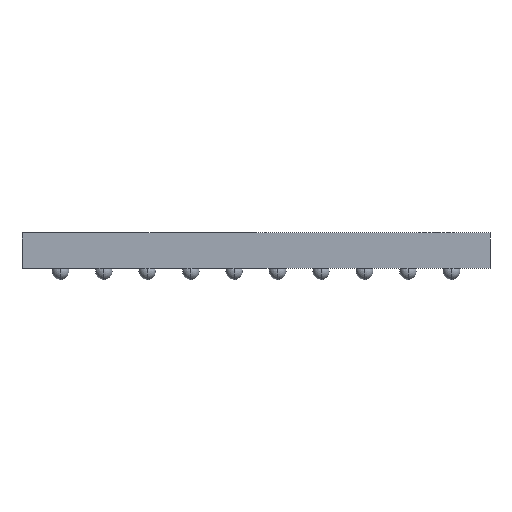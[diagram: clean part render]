
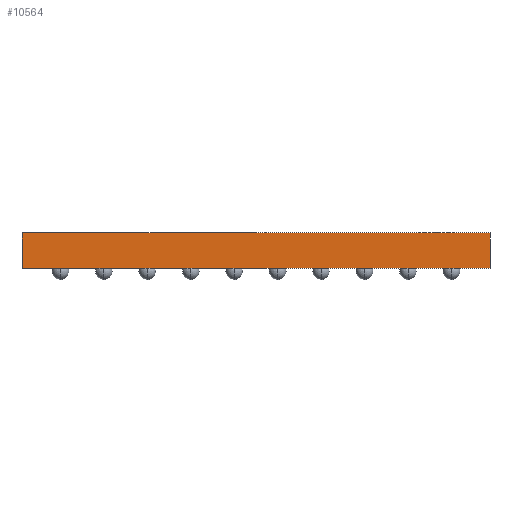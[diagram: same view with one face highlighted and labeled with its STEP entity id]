
A CAD part, left-side view. The second image highlights one B-rep face of the part: STEP entity #10564.
In plain terms, the highlighted planar face has unit normal (-1, 0, 0).
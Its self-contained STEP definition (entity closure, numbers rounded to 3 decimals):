
#1170 = CARTESIAN_POINT ( 'NONE',  ( -3.5, -3.5, 0.53 ) ) ;
#2685 = PLANE ( 'NONE',  #20536 ) ;
#2779 = DIRECTION ( 'NONE',  ( 1., 0., 0. ) ) ;
#3016 = VECTOR ( 'NONE', #13083, 1000. ) ;
#4004 = DIRECTION ( 'NONE',  ( 0., 0., -1. ) ) ;
#4692 = DIRECTION ( 'NONE',  ( 0., 0., -1. ) ) ;
#4707 = VERTEX_POINT ( 'NONE', #10944 ) ;
#5082 = CARTESIAN_POINT ( 'NONE',  ( -3.5, 3.5, 0. ) ) ;
#5185 = VERTEX_POINT ( 'NONE', #15401 ) ;
#6595 = LINE ( 'NONE', #18222, #3016 ) ;
#6955 = ORIENTED_EDGE ( 'NONE', *, *, #19193, .T. ) ;
#7804 = LINE ( 'NONE', #19498, #11636 ) ;
#9442 = DIRECTION ( 'NONE',  ( 0., 0., -1. ) ) ;
#10564 = ADVANCED_FACE ( 'NONE', ( #15760 ), #2685, .F. ) ;
#10778 = CARTESIAN_POINT ( 'NONE',  ( -3.5, 3.5, 0.53 ) ) ;
#10944 = CARTESIAN_POINT ( 'NONE',  ( -3.5, -3.5, 0.53 ) ) ;
#11198 = DIRECTION ( 'NONE',  ( 0., -1., 0. ) ) ;
#11636 = VECTOR ( 'NONE', #11198, 1000. ) ;
#11734 = VERTEX_POINT ( 'NONE', #15679 ) ;
#11898 = ORIENTED_EDGE ( 'NONE', *, *, #20701, .F. ) ;
#12187 = LINE ( 'NONE', #10778, #20480 ) ;
#12761 = LINE ( 'NONE', #19256, #15656 ) ;
#13083 = DIRECTION ( 'NONE',  ( 0., -1., 0. ) ) ;
#14821 = EDGE_CURVE ( 'NONE', #18120, #11734, #6595, .T. ) ;
#15401 = CARTESIAN_POINT ( 'NONE',  ( -3.5, 3.5, 0.53 ) ) ;
#15656 = VECTOR ( 'NONE', #4692, 1000. ) ;
#15679 = CARTESIAN_POINT ( 'NONE',  ( -3.5, -3.5, 0. ) ) ;
#15760 = FACE_OUTER_BOUND ( 'NONE', #20545, .T. ) ;
#15946 = ORIENTED_EDGE ( 'NONE', *, *, #19309, .F. ) ;
#17165 = ORIENTED_EDGE ( 'NONE', *, *, #14821, .T. ) ;
#18120 = VERTEX_POINT ( 'NONE', #5082 ) ;
#18222 = CARTESIAN_POINT ( 'NONE',  ( -3.5, -3.5, 0. ) ) ;
#19193 = EDGE_CURVE ( 'NONE', #5185, #18120, #12187, .T. ) ;
#19256 = CARTESIAN_POINT ( 'NONE',  ( -3.5, -3.5, 0.53 ) ) ;
#19309 = EDGE_CURVE ( 'NONE', #5185, #4707, #7804, .T. ) ;
#19498 = CARTESIAN_POINT ( 'NONE',  ( -3.5, -3.5, 0.53 ) ) ;
#20480 = VECTOR ( 'NONE', #4004, 1000. ) ;
#20536 = AXIS2_PLACEMENT_3D ( 'NONE', #1170, #2779, #9442 ) ;
#20545 = EDGE_LOOP ( 'NONE', ( #17165, #11898, #15946, #6955 ) ) ;
#20701 = EDGE_CURVE ( 'NONE', #4707, #11734, #12761, .T. ) ;
